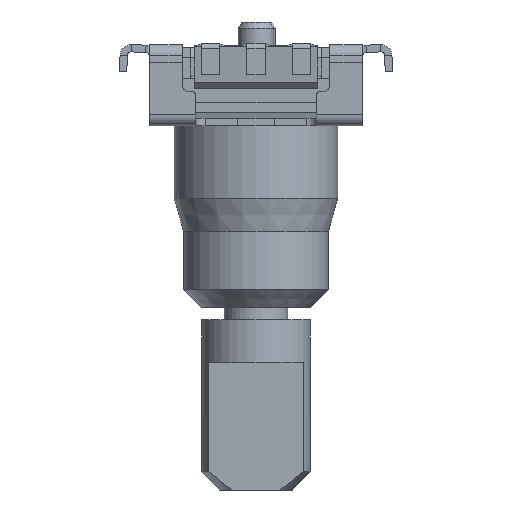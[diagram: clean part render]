
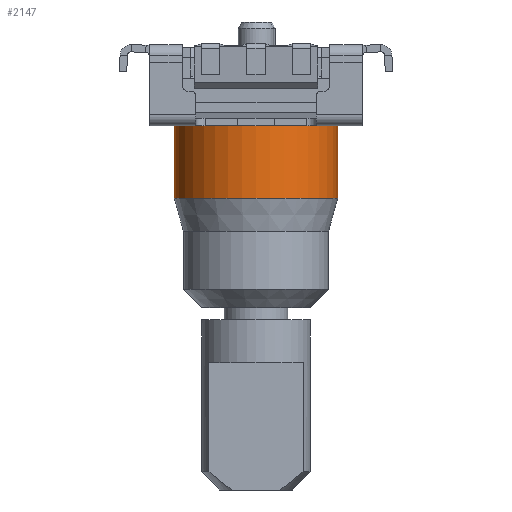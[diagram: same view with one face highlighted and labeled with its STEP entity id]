
A CAD part, front view. The second image highlights one B-rep face of the part: STEP entity #2147.
In plain terms, the highlighted cylindrical face has radius 4.487 mm (diameter 8.975 mm), a partial arc.
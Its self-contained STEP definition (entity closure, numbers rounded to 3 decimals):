
#2147=ADVANCED_FACE('NONE',(#4388),#4389,.T.);
#4388=FACE_OUTER_BOUND('',#6806,.T.);
#4389=CYLINDRICAL_SURFACE('',#6807,4.488);
#6806=EDGE_LOOP('',(#13248,#13249,#13250,#13251));
#6807=AXIS2_PLACEMENT_3D('',#13252,#13253,#13254);
#13248=ORIENTED_EDGE('',*,*,#14262,.F.);
#13249=ORIENTED_EDGE('',*,*,#16703,.T.);
#13250=ORIENTED_EDGE('',*,*,#14264,.T.);
#13251=ORIENTED_EDGE('',*,*,#16698,.F.);
#13252=CARTESIAN_POINT('',(0.0,0.0,4.006));
#13253=DIRECTION('',(0.0,0.0,-1.0));
#13254=DIRECTION('',(1.0,0.0,0.0));
#14262=EDGE_CURVE('NONE',#17100,#17106,#17107,.T.);
#14264=EDGE_CURVE('NONE',#17102,#17108,#17110,.T.);
#16698=EDGE_CURVE('NONE',#17106,#17108,#20636,.T.);
#16703=EDGE_CURVE('NONE',#17100,#17102,#20641,.T.);
#17100=VERTEX_POINT('NONE',#21155);
#17102=VERTEX_POINT('NONE',#21158);
#17106=VERTEX_POINT('NONE',#21163);
#17107=LINE('',#21164,#21165);
#17108=VERTEX_POINT('NONE',#21166);
#17110=LINE('',#21168,#21169);
#20636=CIRCLE('',#26425,4.488);
#20641=CIRCLE('',#26430,4.488);
#21155=CARTESIAN_POINT('',(-4.488,0.,-5.3));
#21158=CARTESIAN_POINT('',(4.488,0.0,-5.3));
#21163=CARTESIAN_POINT('',(-4.488,0.,-1.3));
#21164=CARTESIAN_POINT('',(-4.488,0.,4.006));
#21165=VECTOR('',#26967,1000.0);
#21166=CARTESIAN_POINT('',(4.488,0.0,-1.3));
#21168=CARTESIAN_POINT('',(4.488,0.0,4.006));
#21169=VECTOR('',#26971,1000.0);
#26425=AXIS2_PLACEMENT_3D('',#29381,#29382,#29383);
#26430=AXIS2_PLACEMENT_3D('',#29384,#29385,#29386);
#26967=DIRECTION('',(-0.0,-0.0,1.0));
#26971=DIRECTION('',(-0.0,-0.0,1.0));
#29381=CARTESIAN_POINT('',(0.0,0.0,-1.3));
#29382=DIRECTION('',(0.0,-0.0,1.0));
#29383=DIRECTION('',(1.0,0.0,0.0));
#29384=CARTESIAN_POINT('',(0.0,0.0,-5.3));
#29385=DIRECTION('',(0.0,-0.0,1.0));
#29386=DIRECTION('',(1.0,0.0,0.0));
